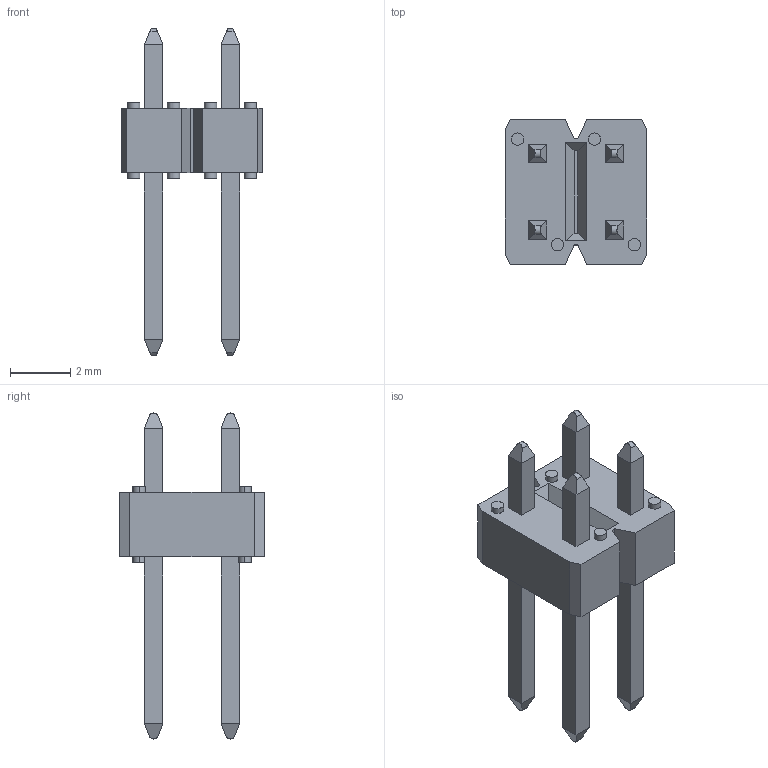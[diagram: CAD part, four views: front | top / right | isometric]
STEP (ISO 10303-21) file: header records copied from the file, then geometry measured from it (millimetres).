
FILE_DESCRIPTION(('STEP AP214'),'1');
FILE_NAME('6883.stp','2016-12-02T15:15:21',('TraceParts'),('TraceParts S.A.'),'Spatial InterOp 3D',' ',' ');
FILE_SCHEMA(('automotive_design'));
Length unit declared in the file: millimetre
Products named in the file (5): 77313_Y01_04_ASM|Next assembly relationship;98470-004; 77313_Y01_04_ASM|Next assembly relationship;77310_Y01
Bounding box: 4.68 x 4.83 x 10.8 mm (x, y, z)
Volume: 58.1 mm3; surface area: 214.2 mm2
Topology: 5 solids, 5 shells, 124 faces, 280 edges, 176 vertices
Faces by surface type: plane 100, cylinder 24
Entity records: 3631 total; most frequent: CARTESIAN_POINT 777, ORIENTED_EDGE 560, DIRECTION 554, EDGE_CURVE 280, LINE 232, VECTOR 232, VERTEX_POINT 176, AXIS2_PLACEMENT_3D 161
